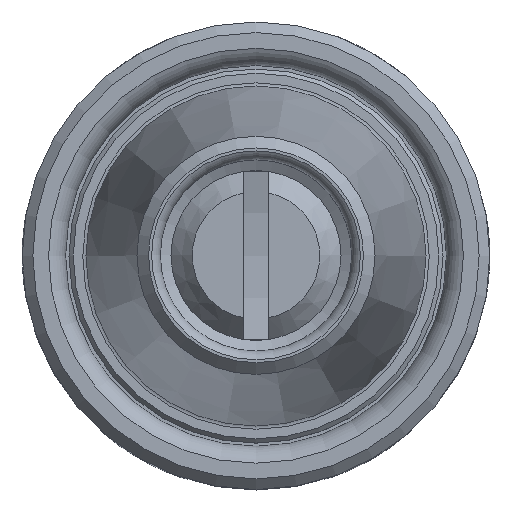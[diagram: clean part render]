
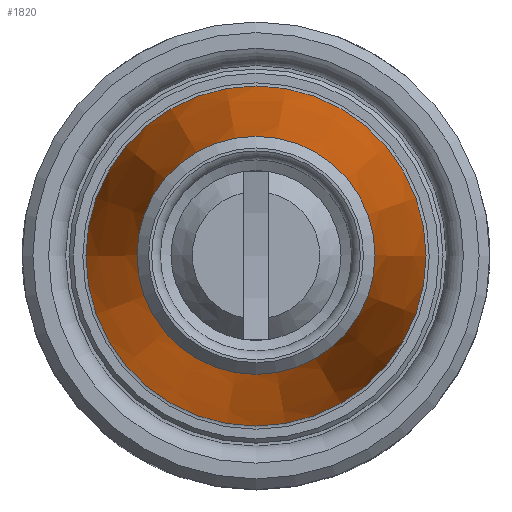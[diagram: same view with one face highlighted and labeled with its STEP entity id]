
A CAD part, top view. The second image highlights one B-rep face of the part: STEP entity #1820.
In plain terms, the highlighted conical face has half-angle 8 degrees and reference radius 8 mm.
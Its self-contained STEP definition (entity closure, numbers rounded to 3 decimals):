
#205=CONICAL_SURFACE('',#1921,8.,0.14);
#254=ORIENTED_EDGE('',*,*,#582,.T.);
#255=ORIENTED_EDGE('',*,*,#576,.F.);
#576=EDGE_CURVE('',#741,#741,#864,.T.);
#582=EDGE_CURVE('',#747,#747,#870,.T.);
#741=VERTEX_POINT('',#2514);
#747=VERTEX_POINT('',#2529);
#864=CIRCLE('',#1913,5.602);
#870=CIRCLE('',#1922,8.);
#957=EDGE_LOOP('',(#254));
#958=EDGE_LOOP('',(#255));
#1085=FACE_BOUND('',#957,.T.);
#1086=FACE_BOUND('',#958,.T.);
#1820=ADVANCED_FACE('',(#1085,#1086),#205,.T.);
#1913=AXIS2_PLACEMENT_3D('',#2513,#2100,#2101);
#1921=AXIS2_PLACEMENT_3D('',#2527,#2116,#2117);
#1922=AXIS2_PLACEMENT_3D('',#2528,#2118,#2119);
#2100=DIRECTION('',(0.,0.,1.));
#2101=DIRECTION('',(1.,0.,0.));
#2116=DIRECTION('',(0.,0.,-1.));
#2117=DIRECTION('',(-1.,0.,0.));
#2118=DIRECTION('',(0.,0.,1.));
#2119=DIRECTION('',(1.,0.,0.));
#2513=CARTESIAN_POINT('',(0.,0.,41.95));
#2514=CARTESIAN_POINT('',(5.602,0.,41.95));
#2527=CARTESIAN_POINT('',(0.,0.,24.888));
#2528=CARTESIAN_POINT('',(0.,0.,24.888));
#2529=CARTESIAN_POINT('',(8.,0.,24.888));
